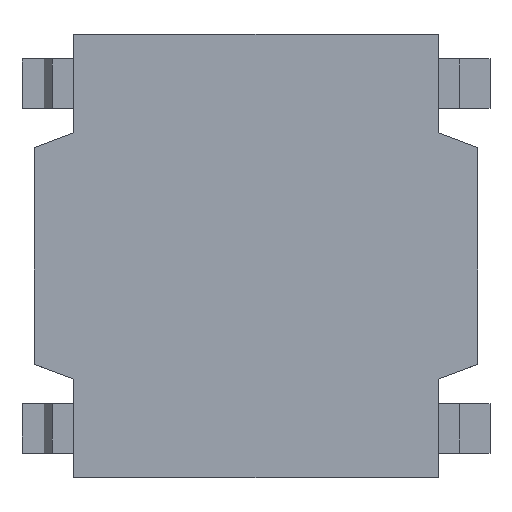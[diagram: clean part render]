
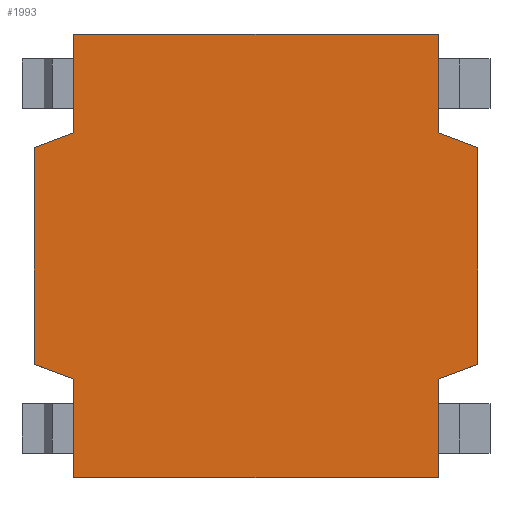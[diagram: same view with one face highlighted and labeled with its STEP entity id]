
A CAD part, top view. The second image highlights one B-rep face of the part: STEP entity #1993.
In plain terms, the highlighted planar face has unit normal (0, 0, 1).
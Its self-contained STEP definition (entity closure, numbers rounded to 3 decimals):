
#24 = VERTEX_POINT('',#25);
#25 = CARTESIAN_POINT('',(-1.85,1.25,0.6));
#56 = VERTEX_POINT('',#57);
#57 = CARTESIAN_POINT('',(-2.25,1.1,0.6));
#63 = EDGE_CURVE('',#56,#24,#64,.T.);
#64 = LINE('',#65,#66);
#65 = CARTESIAN_POINT('',(-2.25,1.1,0.6));
#66 = VECTOR('',#67,1.);
#67 = DIRECTION('',(0.936,0.351,0.));
#87 = VERTEX_POINT('',#88);
#88 = CARTESIAN_POINT('',(-2.25,-1.1,0.6));
#94 = EDGE_CURVE('',#87,#56,#95,.T.);
#95 = LINE('',#96,#97);
#96 = CARTESIAN_POINT('',(-2.25,-1.1,0.6));
#97 = VECTOR('',#98,1.);
#98 = DIRECTION('',(0.,1.,0.));
#134 = VERTEX_POINT('',#135);
#135 = CARTESIAN_POINT('',(-1.85,-1.25,0.6));
#141 = EDGE_CURVE('',#134,#87,#142,.T.);
#142 = LINE('',#143,#144);
#143 = CARTESIAN_POINT('',(-1.85,-1.25,0.6));
#144 = VECTOR('',#145,1.);
#145 = DIRECTION('',(-0.936,0.351,0.));
#174 = VERTEX_POINT('',#175);
#175 = CARTESIAN_POINT('',(-1.85,-2.25,0.6));
#181 = EDGE_CURVE('',#174,#134,#182,.T.);
#182 = LINE('',#183,#184);
#183 = CARTESIAN_POINT('',(-1.85,-2.25,0.6));
#184 = VECTOR('',#185,1.);
#185 = DIRECTION('',(0.,1.,0.));
#229 = VERTEX_POINT('',#230);
#230 = CARTESIAN_POINT('',(1.85,-2.25,0.6));
#236 = EDGE_CURVE('',#229,#174,#237,.T.);
#237 = LINE('',#238,#239);
#238 = CARTESIAN_POINT('',(1.85,-2.25,0.6));
#239 = VECTOR('',#240,1.);
#240 = DIRECTION('',(-1.,0.,0.));
#284 = VERTEX_POINT('',#285);
#285 = CARTESIAN_POINT('',(1.85,-1.25,0.6));
#316 = VERTEX_POINT('',#317);
#317 = CARTESIAN_POINT('',(2.25,-1.1,0.6));
#323 = EDGE_CURVE('',#316,#284,#324,.T.);
#324 = LINE('',#325,#326);
#325 = CARTESIAN_POINT('',(2.25,-1.1,0.6));
#326 = VECTOR('',#327,1.);
#327 = DIRECTION('',(-0.936,-0.351,0.));
#347 = VERTEX_POINT('',#348);
#348 = CARTESIAN_POINT('',(2.25,1.1,0.6));
#354 = EDGE_CURVE('',#347,#316,#355,.T.);
#355 = LINE('',#356,#357);
#356 = CARTESIAN_POINT('',(2.25,1.1,0.6));
#357 = VECTOR('',#358,1.);
#358 = DIRECTION('',(0.,-1.,0.));
#394 = VERTEX_POINT('',#395);
#395 = CARTESIAN_POINT('',(1.85,1.25,0.6));
#401 = EDGE_CURVE('',#394,#347,#402,.T.);
#402 = LINE('',#403,#404);
#403 = CARTESIAN_POINT('',(1.85,1.25,0.6));
#404 = VECTOR('',#405,1.);
#405 = DIRECTION('',(0.936,-0.351,0.));
#432 = EDGE_CURVE('',#24,#433,#435,.T.);
#433 = VERTEX_POINT('',#434);
#434 = CARTESIAN_POINT('',(-1.85,2.25,0.6));
#435 = LINE('',#436,#437);
#436 = CARTESIAN_POINT('',(-1.85,1.25,0.6));
#437 = VECTOR('',#438,1.);
#438 = DIRECTION('',(0.,1.,0.));
#559 = EDGE_CURVE('',#433,#560,#562,.T.);
#560 = VERTEX_POINT('',#561);
#561 = CARTESIAN_POINT('',(1.85,2.25,0.6));
#562 = LINE('',#563,#564);
#563 = CARTESIAN_POINT('',(-1.85,2.25,0.6));
#564 = VECTOR('',#565,1.);
#565 = DIRECTION('',(1.,0.,0.));
#858 = EDGE_CURVE('',#560,#394,#859,.T.);
#859 = LINE('',#860,#861);
#860 = CARTESIAN_POINT('',(1.85,2.25,0.6));
#861 = VECTOR('',#862,1.);
#862 = DIRECTION('',(0.,-1.,0.));
#1410 = EDGE_CURVE('',#284,#229,#1411,.T.);
#1411 = LINE('',#1412,#1413);
#1412 = CARTESIAN_POINT('',(1.85,-1.25,0.6));
#1413 = VECTOR('',#1414,1.);
#1414 = DIRECTION('',(0.,-1.,0.));
#1993 = ADVANCED_FACE('',(#1994),#2008,.T.);
#1994 = FACE_BOUND('',#1995,.T.);
#1995 = EDGE_LOOP('',(#1996,#1997,#1998,#1999,#2000,#2001,#2002,#2003,
    #2004,#2005,#2006,#2007));
#1996 = ORIENTED_EDGE('',*,*,#236,.F.);
#1997 = ORIENTED_EDGE('',*,*,#1410,.F.);
#1998 = ORIENTED_EDGE('',*,*,#323,.F.);
#1999 = ORIENTED_EDGE('',*,*,#354,.F.);
#2000 = ORIENTED_EDGE('',*,*,#401,.F.);
#2001 = ORIENTED_EDGE('',*,*,#858,.F.);
#2002 = ORIENTED_EDGE('',*,*,#559,.F.);
#2003 = ORIENTED_EDGE('',*,*,#432,.F.);
#2004 = ORIENTED_EDGE('',*,*,#63,.F.);
#2005 = ORIENTED_EDGE('',*,*,#94,.F.);
#2006 = ORIENTED_EDGE('',*,*,#141,.F.);
#2007 = ORIENTED_EDGE('',*,*,#181,.F.);
#2008 = PLANE('',#2009);
#2009 = AXIS2_PLACEMENT_3D('',#2010,#2011,#2012);
#2010 = CARTESIAN_POINT('',(-2.475,-2.475,0.6));
#2011 = DIRECTION('',(0.,0.,1.));
#2012 = DIRECTION('',(1.,0.,0.));
